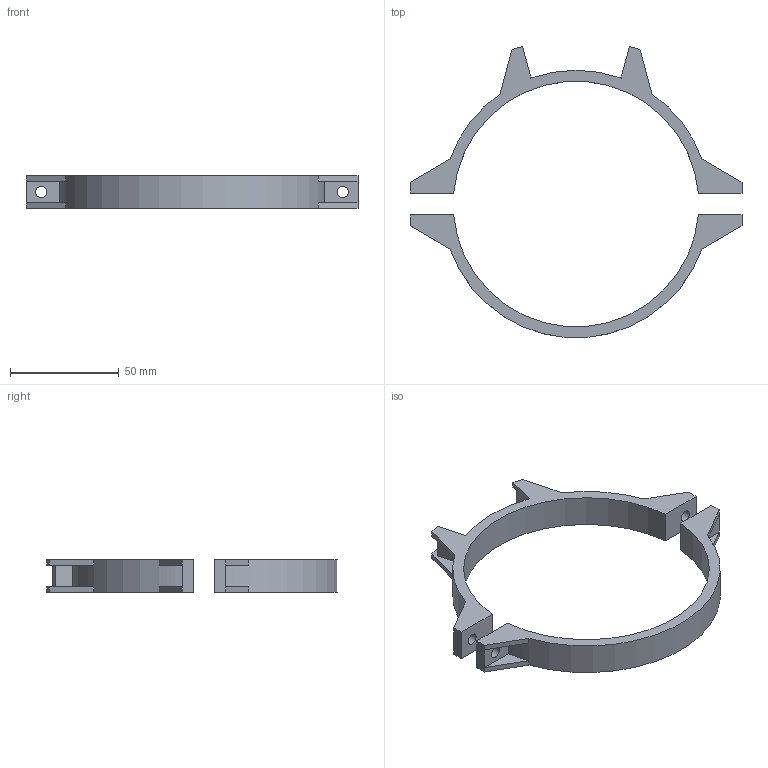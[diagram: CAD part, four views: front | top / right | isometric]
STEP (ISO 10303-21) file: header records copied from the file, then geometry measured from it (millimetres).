
FILE_DESCRIPTION(/* description */ (''),/* implementation_level */ '2;1');
FILE_NAME(/* name */ 'cable_bracket_link1.step',/* time_stamp */ '2021-08-24T10:04:44+02:00',/* author */ (''),/* organization */ (''),/* preprocessor_version */ 'ST-DEVELOPER v18.1',/* originating_system */ 'Autodesk Translation Framework v10.9.0.1377',/* authorisation */ '');
FILE_SCHEMA (('AUTOMOTIVE_DESIGN { 1 0 10303 214 3 1 1 }'));
Length unit declared in the file: millimetre
Products named in the file (1): link2_bracket
Bounding box: 152.59 x 133.67 x 15 mm (x, y, z)
Volume: 34445 mm3; surface area: 19983.8 mm2
Topology: 2 solids, 2 shells, 60 faces, 172 edges, 112 vertices
Faces by surface type: plane 52, cylinder 8
Full cylindrical faces by diameter (mm): 5.2 x4
Entity records: 2000 total; most frequent: CARTESIAN_POINT 345, ORIENTED_EDGE 344, DIRECTION 326, EDGE_CURVE 172, LINE 140, VECTOR 140, VERTEX_POINT 112, AXIS2_PLACEMENT_3D 93
